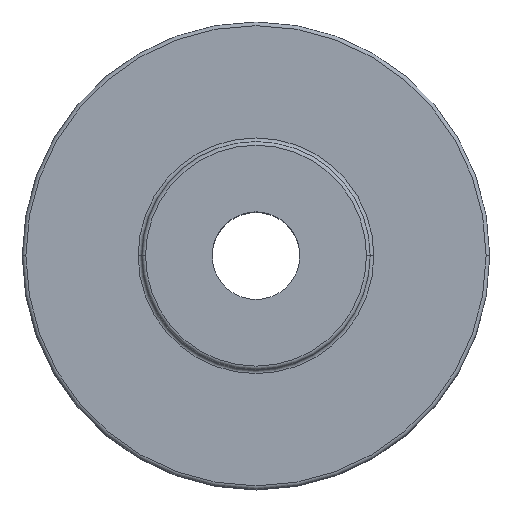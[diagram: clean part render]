
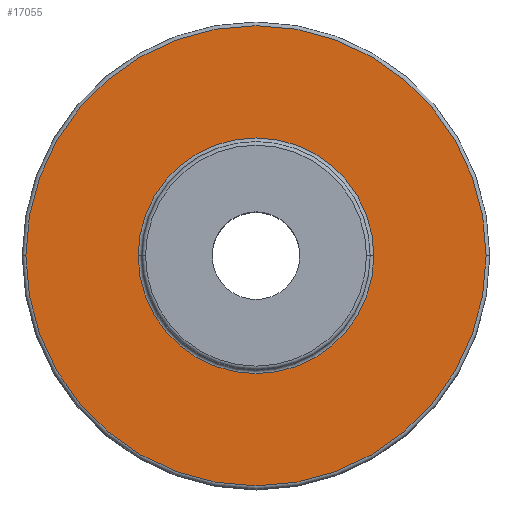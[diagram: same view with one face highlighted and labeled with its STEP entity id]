
A CAD part, top view. The second image highlights one B-rep face of the part: STEP entity #17055.
In plain terms, the highlighted planar face has unit normal (0, 0, 1).
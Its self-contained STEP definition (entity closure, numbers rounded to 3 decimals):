
#11865=CARTESIAN_POINT('',(0.,0.,43.));
#11866=DIRECTION('',(0.,0.,-1.));
#11867=DIRECTION('',(-1.,0.,0.));
#11868=AXIS2_PLACEMENT_3D('',#11865,#11866,#11867);
#11870=CARTESIAN_POINT('',(0.,0.,43.));
#11871=DIRECTION('',(0.,0.,-1.));
#11872=DIRECTION('',(1.,0.,0.));
#11873=AXIS2_PLACEMENT_3D('',#11870,#11871,#11872);
#11875=CARTESIAN_POINT('',(0.,0.,43.));
#11876=DIRECTION('',(0.,0.,1.));
#11877=DIRECTION('',(-1.,0.,0.));
#11878=AXIS2_PLACEMENT_3D('',#11875,#11876,#11877);
#11880=CARTESIAN_POINT('',(0.,0.,43.));
#11881=DIRECTION('',(0.,0.,1.));
#11882=DIRECTION('',(1.,0.,0.));
#11883=AXIS2_PLACEMENT_3D('',#11880,#11881,#11882);
#14451=CARTESIAN_POINT('',(-125.,0.,43.));
#14452=CARTESIAN_POINT('',(125.,0.,43.));
#14453=VERTEX_POINT('',#14451);
#14454=VERTEX_POINT('',#14452);
#14455=CARTESIAN_POINT('',(-64.,0.,43.));
#14456=CARTESIAN_POINT('',(64.,0.,43.));
#14457=VERTEX_POINT('',#14455);
#14458=VERTEX_POINT('',#14456);
#17040=CARTESIAN_POINT('',(0.,0.,43.));
#17041=DIRECTION('',(0.,0.,1.));
#17042=DIRECTION('',(1.,0.,0.));
#17043=AXIS2_PLACEMENT_3D('',#17040,#17041,#17042);
#17044=PLANE('',#17043);
#17045=ORIENTED_EDGE('',*,*,#17019,.T.);
#17046=ORIENTED_EDGE('',*,*,#17032,.T.);
#17047=EDGE_LOOP('',(#17045,#17046));
#17048=FACE_OUTER_BOUND('',#17047,.F.);
#17050=ORIENTED_EDGE('',*,*,#17049,.T.);
#17052=ORIENTED_EDGE('',*,*,#17051,.T.);
#17053=EDGE_LOOP('',(#17050,#17052));
#17054=FACE_BOUND('',#17053,.F.);
#17055=ADVANCED_FACE('',(#17048,#17054),#17044,.T.);
#11869=CIRCLE('',#11868,125.);
#11874=CIRCLE('',#11873,125.);
#11879=CIRCLE('',#11878,64.);
#11884=CIRCLE('',#11883,64.);
#17019=EDGE_CURVE('',#14453,#14454,#11869,.T.);
#17032=EDGE_CURVE('',#14454,#14453,#11874,.T.);
#17049=EDGE_CURVE('',#14457,#14458,#11879,.T.);
#17051=EDGE_CURVE('',#14458,#14457,#11884,.T.);
